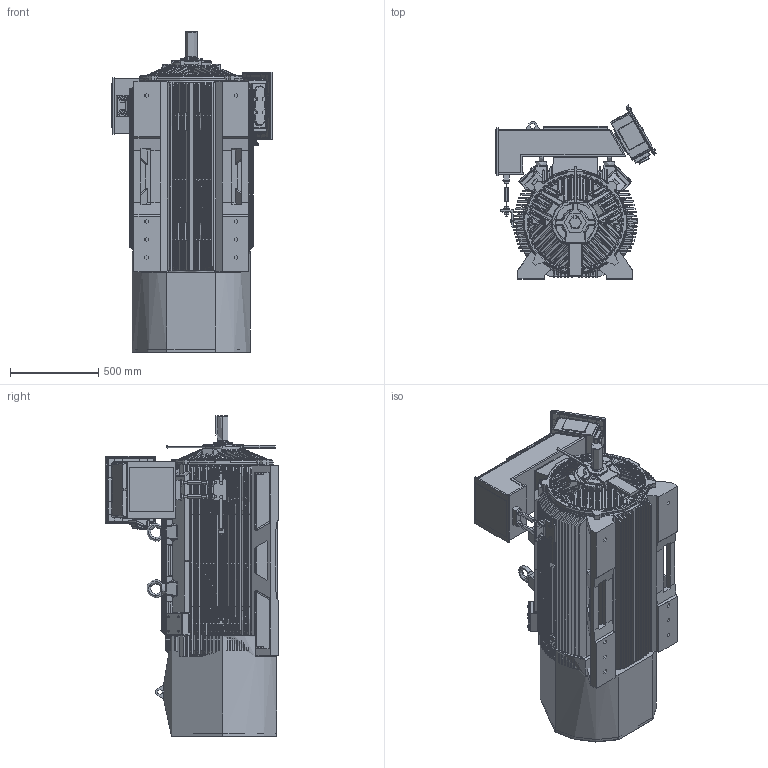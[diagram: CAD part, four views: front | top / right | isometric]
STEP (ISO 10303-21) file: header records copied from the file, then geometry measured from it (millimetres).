
FILE_DESCRIPTION (( 'STEP AP203' ), '1' );
FILE_NAME ('TWMI-5011A_2P.STEP', '2024-01-22T02:08:35', ( '' ), ( '' ), 'SwSTEP 2.0', 'SolidWorks 2021', '' );
FILE_SCHEMA (( 'CONFIG_CONTROL_DESIGN' ));
Length unit declared in the file: millimetre
Products named in the file (20): 零件9^TWMI-5011A_2P; 3A600C187 無開孔 _ with T-plate; 給油管 3A211D001 2702 (L=210); 3A600G7932800 (SS41_NPT4'''') f; EYE BOLT _M30; 5000A; 3A114D338 7606 with T-plate; 3A206D356 1901 f; 支持架 3A817D448 + 螺栓; 風罩_315_D360 f; 3A209D011 0200+gasket; 連接座 3A823C738 (開孔II-FIG1)_ f + cover; 3A101E529 0103 (06) f; 零件3^5000A; 軸端_5000A_2P; 保護蓋_3A114C4220006; 3A102A391 0401 _ 6315 f; 3A208H037 0100 f; 3A600L483 無開孔 _ with T-plate; TWMI-5011A_2P
Assembly tree (21 placements, depth 3):
  TWMI-5011A_2P
    3A101E529 0103 (06) f
    EYE BOLT _M30  x2
    3A114D338 7606 with T-plate  x2
    連接座 3A823C738 (開孔II-FIG1)_ f + cover
    支持架 3A817D448 + 螺栓
    3A600G7932800 (SS41_NPT4'''') f
    3A102A391 0401 _ 6315 f
    5000A
      3A208H037 0100 f
      3A206D356 1901 f
      零件3^5000A
      3A209D011 0200+gasket
      給油管 3A211D001 2702 (L=210)
      軸端_5000A_2P
    風罩_315_D360 f
    保護蓋_3A114C4220006
    3A600L483 無開孔 _ with T-plate
    3A600C187 無開孔 _ with T-plate
    零件9^TWMI-5011A_2P
Bounding box: 909.97 x 984.12 x 1814.15 mm (x, y, z)
Volume: 603299761.5 mm3
Topology: 38 solids, 41 shells, 6961 faces, 18142 edges, 11035 vertices
Faces by surface type: bspline 2351, cylinder 1496, plane 1408, torus 774, cone 662, sphere 270
Full cylindrical faces by diameter (mm): 6 x1
Entity records: 352277 total; most frequent: CARTESIAN_POINT 203238, ORIENTED_EDGE 35486, DIRECTION 24528, EDGE_CURVE 17743, VERTEX_POINT 10982, AXIS2_PLACEMENT_3D 10060, EDGE_LOOP 7431, B_SPLINE_CURVE_WITH_KNOTS 7221
